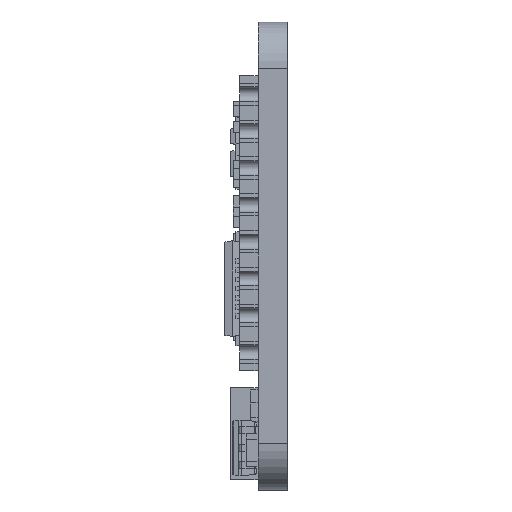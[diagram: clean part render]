
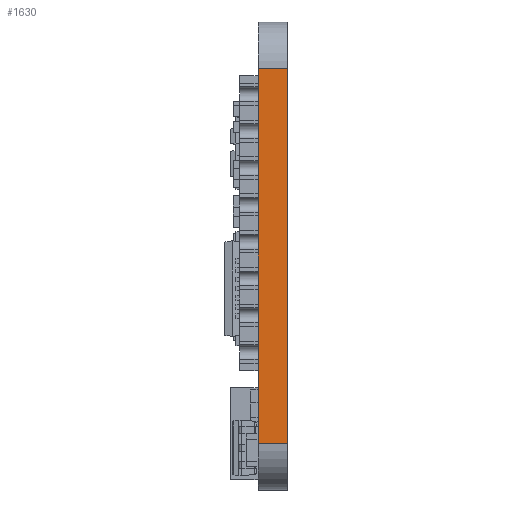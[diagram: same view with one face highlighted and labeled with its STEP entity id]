
A CAD part, left-side view. The second image highlights one B-rep face of the part: STEP entity #1630.
In plain terms, the highlighted face is planar.
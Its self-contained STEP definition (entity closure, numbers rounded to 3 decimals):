
#349 = ORIENTED_EDGE ( 'NONE', *, *, #16834, .T. ) ;
#724 = VERTEX_POINT ( 'NONE', #8045 ) ;
#938 = CARTESIAN_POINT ( 'NONE',  ( -10.16, 1.575, 14.605 ) ) ;
#1608 = EDGE_CURVE ( 'NONE', #34238, #724, #13371, .T. ) ;
#1630 = ADVANCED_FACE ( 'NONE', ( #1878 ), #25502, .F. ) ;
#1821 = VECTOR ( 'NONE', #2967, 1000. ) ;
#1878 = FACE_OUTER_BOUND ( 'NONE', #9655, .T. ) ;
#2967 = DIRECTION ( 'NONE',  ( 1., 0., 0. ) ) ;
#2981 = LINE ( 'NONE', #29938, #14887 ) ;
#4558 = ORIENTED_EDGE ( 'NONE', *, *, #1608, .F. ) ;
#5825 = AXIS2_PLACEMENT_3D ( 'NONE', #35101, #20318, #33854 ) ;
#6303 = CARTESIAN_POINT ( 'NONE',  ( -10.16, 1.575, 14.605 ) ) ;
#7944 = CARTESIAN_POINT ( 'NONE',  ( 10.16, 0., 14.605 ) ) ;
#8045 = CARTESIAN_POINT ( 'NONE',  ( 10.16, 1.575, 14.605 ) ) ;
#8948 = LINE ( 'NONE', #16010, #32090 ) ;
#9655 = EDGE_LOOP ( 'NONE', ( #18097, #27168, #4558, #349 ) ) ;
#10419 = DIRECTION ( 'NONE',  ( 1., 0., 0. ) ) ;
#13371 = LINE ( 'NONE', #938, #1821 ) ;
#14887 = VECTOR ( 'NONE', #16928, 1000. ) ;
#16010 = CARTESIAN_POINT ( 'NONE',  ( -10.16, 0., 14.605 ) ) ;
#16834 = EDGE_CURVE ( 'NONE', #34238, #26813, #19474, .T. ) ;
#16928 = DIRECTION ( 'NONE',  ( 0., -1., 0. ) ) ;
#17006 = EDGE_CURVE ( 'NONE', #26813, #23778, #8948, .T. ) ;
#18097 = ORIENTED_EDGE ( 'NONE', *, *, #17006, .T. ) ;
#19474 = LINE ( 'NONE', #6303, #31358 ) ;
#20318 = DIRECTION ( 'NONE',  ( 0., 0., -1. ) ) ;
#20785 = CARTESIAN_POINT ( 'NONE',  ( -10.16, 1.575, 14.605 ) ) ;
#21134 = EDGE_CURVE ( 'NONE', #724, #23778, #2981, .T. ) ;
#21151 = CARTESIAN_POINT ( 'NONE',  ( -10.16, 0., 14.605 ) ) ;
#23778 = VERTEX_POINT ( 'NONE', #7944 ) ;
#25502 = PLANE ( 'NONE',  #5825 ) ;
#25846 = DIRECTION ( 'NONE',  ( 0., -1., 0. ) ) ;
#26813 = VERTEX_POINT ( 'NONE', #21151 ) ;
#27168 = ORIENTED_EDGE ( 'NONE', *, *, #21134, .F. ) ;
#29938 = CARTESIAN_POINT ( 'NONE',  ( 10.16, 1.575, 14.605 ) ) ;
#31358 = VECTOR ( 'NONE', #25846, 1000. ) ;
#32090 = VECTOR ( 'NONE', #10419, 1000. ) ;
#33854 = DIRECTION ( 'NONE',  ( -1., 0., 0. ) ) ;
#34238 = VERTEX_POINT ( 'NONE', #20785 ) ;
#35101 = CARTESIAN_POINT ( 'NONE',  ( -10.16, 1.575, 14.605 ) ) ;
